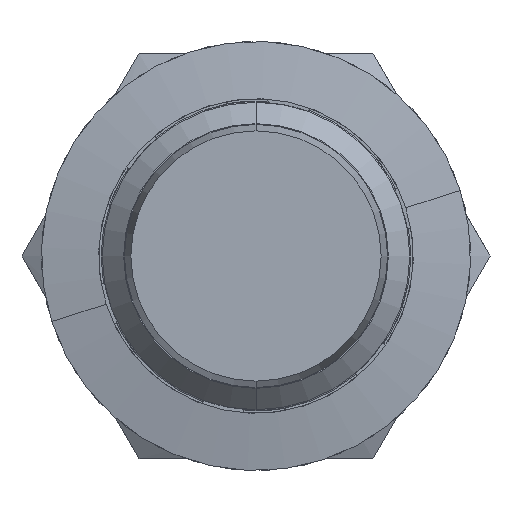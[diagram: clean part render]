
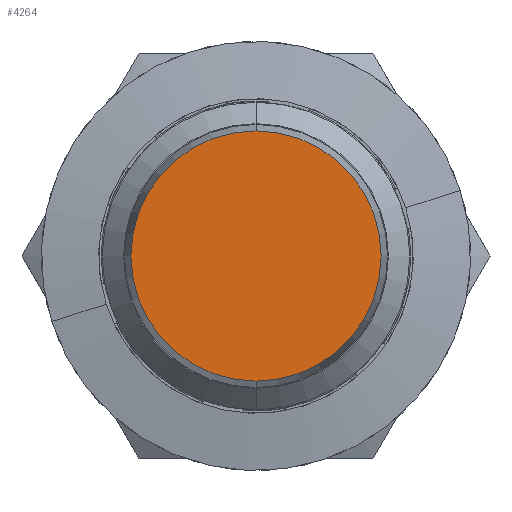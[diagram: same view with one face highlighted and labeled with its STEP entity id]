
A CAD part, front view. The second image highlights one B-rep face of the part: STEP entity #4264.
In plain terms, the highlighted planar face has unit normal (0, -1, 0).
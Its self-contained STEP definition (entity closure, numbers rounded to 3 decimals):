
#104 = CIRCLE ( 'NONE', #4949, 5.266 ) ;
#1134 = VERTEX_POINT ( 'NONE', #5428 ) ;
#1135 = VERTEX_POINT ( 'NONE', #5429 ) ;
#1573 = CIRCLE ( 'NONE', #5339, 5.266 ) ;
#2110 = EDGE_CURVE ( 'NONE', #1135, #1134, #104, .T. ) ;
#2313 = EDGE_CURVE ( 'NONE', #1134, #1135, #1573, .T. ) ;
#3519 = EDGE_LOOP ( 'NONE', ( #3692, #3693 ) ) ;
#3692 = ORIENTED_EDGE ( 'NONE', *, *, #2110, .T. ) ;
#3693 = ORIENTED_EDGE ( 'NONE', *, *, #2313, .T. ) ;
#4096 = AXIS2_PLACEMENT_3D ( 'NONE', #6238, #6239, #6240 ) ;
#4264 = ADVANCED_FACE ( 'NONE', ( #6107 ), #6230, .T. ) ;
#4297 = CARTESIAN_POINT ( 'NONE',  ( 0., -0.055, 0. ) ) ;
#4298 = DIRECTION ( 'NONE',  ( 0., -1., 0. ) ) ;
#4299 = DIRECTION ( 'NONE',  ( 0., 0., -1. ) ) ;
#4949 = AXIS2_PLACEMENT_3D ( 'NONE', #5161, #5162, #5163 ) ;
#5161 = CARTESIAN_POINT ( 'NONE',  ( 0., -0.055, 0. ) ) ;
#5162 = DIRECTION ( 'NONE',  ( 0., -1., 0. ) ) ;
#5163 = DIRECTION ( 'NONE',  ( 0., 0., -1. ) ) ;
#5339 = AXIS2_PLACEMENT_3D ( 'NONE', #4297, #4298, #4299 ) ;
#5428 = CARTESIAN_POINT ( 'NONE',  ( 0., -0.055, -5.266 ) ) ;
#5429 = CARTESIAN_POINT ( 'NONE',  ( 0., -0.055, 5.266 ) ) ;
#6107 = FACE_OUTER_BOUND ( 'NONE', #3519, .T. ) ;
#6230 = PLANE ( 'NONE',  #4096 ) ;
#6238 = CARTESIAN_POINT ( 'NONE',  ( 0., -0.055, 0. ) ) ;
#6239 = DIRECTION ( 'NONE',  ( 0., -1., 0. ) ) ;
#6240 = DIRECTION ( 'NONE',  ( 0., 0., -1. ) ) ;
